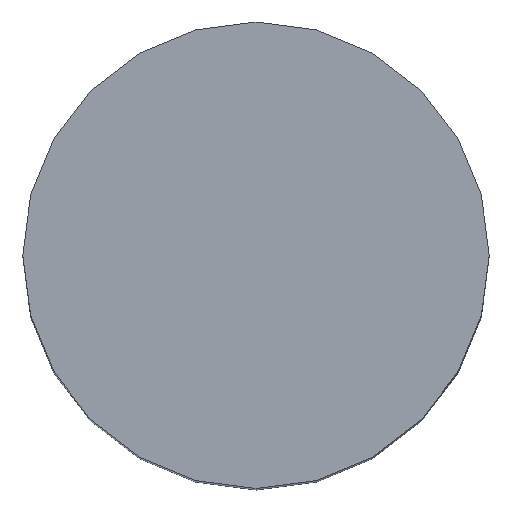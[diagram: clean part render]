
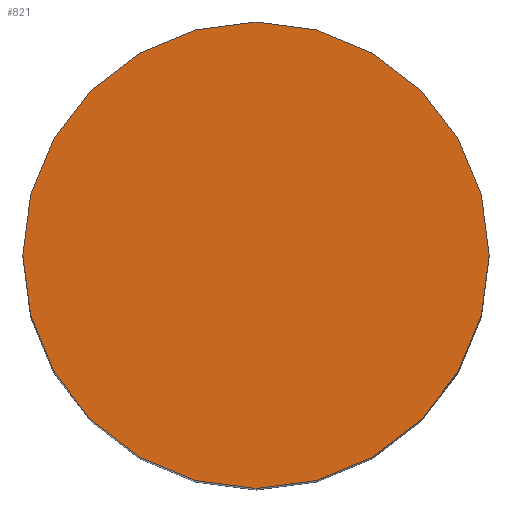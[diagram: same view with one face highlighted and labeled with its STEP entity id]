
A CAD part, top view. The second image highlights one B-rep face of the part: STEP entity #821.
In plain terms, the highlighted planar face has unit normal (0, 0, 1).
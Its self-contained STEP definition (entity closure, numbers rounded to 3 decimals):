
#52 = VERTEX_POINT('',#53);
#53 = CARTESIAN_POINT('',(-1.028,0.,3.81));
#59 = EDGE_CURVE('',#52,#60,#62,.T.);
#60 = VERTEX_POINT('',#61);
#61 = CARTESIAN_POINT('',(-0.993,0.266,3.81));
#62 = LINE('',#63,#64);
#63 = CARTESIAN_POINT('',(-1.028,0.,3.81));
#64 = VECTOR('',#65,1.);
#65 = DIRECTION('',(0.131,0.991,0.));
#90 = EDGE_CURVE('',#60,#91,#93,.T.);
#91 = VERTEX_POINT('',#92);
#92 = CARTESIAN_POINT('',(-0.891,0.514,3.81));
#93 = LINE('',#94,#95);
#94 = CARTESIAN_POINT('',(-0.993,0.266,3.81));
#95 = VECTOR('',#96,1.);
#96 = DIRECTION('',(0.383,0.924,0.));
#121 = EDGE_CURVE('',#91,#122,#124,.T.);
#122 = VERTEX_POINT('',#123);
#123 = CARTESIAN_POINT('',(-0.727,0.727,3.81));
#124 = LINE('',#125,#126);
#125 = CARTESIAN_POINT('',(-0.891,0.514,3.81));
#126 = VECTOR('',#127,1.);
#127 = DIRECTION('',(0.609,0.793,0.));
#152 = EDGE_CURVE('',#122,#153,#155,.T.);
#153 = VERTEX_POINT('',#154);
#154 = CARTESIAN_POINT('',(-0.514,0.891,3.81));
#155 = LINE('',#156,#157);
#156 = CARTESIAN_POINT('',(-0.727,0.727,3.81));
#157 = VECTOR('',#158,1.);
#158 = DIRECTION('',(0.793,0.609,0.));
#183 = EDGE_CURVE('',#153,#184,#186,.T.);
#184 = VERTEX_POINT('',#185);
#185 = CARTESIAN_POINT('',(-0.266,0.993,3.81));
#186 = LINE('',#187,#188);
#187 = CARTESIAN_POINT('',(-0.514,0.891,3.81));
#188 = VECTOR('',#189,1.);
#189 = DIRECTION('',(0.924,0.383,0.));
#214 = EDGE_CURVE('',#184,#215,#217,.T.);
#215 = VERTEX_POINT('',#216);
#216 = CARTESIAN_POINT('',(0.,1.028,3.81));
#217 = LINE('',#218,#219);
#218 = CARTESIAN_POINT('',(-0.266,0.993,3.81));
#219 = VECTOR('',#220,1.);
#220 = DIRECTION('',(0.991,0.131,0.));
#245 = EDGE_CURVE('',#215,#246,#248,.T.);
#246 = VERTEX_POINT('',#247);
#247 = CARTESIAN_POINT('',(0.266,0.993,3.81));
#248 = LINE('',#249,#250);
#249 = CARTESIAN_POINT('',(0.,1.028,3.81));
#250 = VECTOR('',#251,1.);
#251 = DIRECTION('',(0.991,-0.131,0.));
#276 = EDGE_CURVE('',#246,#277,#279,.T.);
#277 = VERTEX_POINT('',#278);
#278 = CARTESIAN_POINT('',(0.514,0.891,3.81));
#279 = LINE('',#280,#281);
#280 = CARTESIAN_POINT('',(0.266,0.993,3.81));
#281 = VECTOR('',#282,1.);
#282 = DIRECTION('',(0.924,-0.383,0.));
#307 = EDGE_CURVE('',#277,#308,#310,.T.);
#308 = VERTEX_POINT('',#309);
#309 = CARTESIAN_POINT('',(0.727,0.727,3.81));
#310 = LINE('',#311,#312);
#311 = CARTESIAN_POINT('',(0.514,0.891,3.81));
#312 = VECTOR('',#313,1.);
#313 = DIRECTION('',(0.793,-0.609,0.));
#338 = EDGE_CURVE('',#308,#339,#341,.T.);
#339 = VERTEX_POINT('',#340);
#340 = CARTESIAN_POINT('',(0.891,0.514,3.81));
#341 = LINE('',#342,#343);
#342 = CARTESIAN_POINT('',(0.727,0.727,3.81));
#343 = VECTOR('',#344,1.);
#344 = DIRECTION('',(0.609,-0.793,0.));
#369 = EDGE_CURVE('',#339,#370,#372,.T.);
#370 = VERTEX_POINT('',#371);
#371 = CARTESIAN_POINT('',(0.993,0.266,3.81));
#372 = LINE('',#373,#374);
#373 = CARTESIAN_POINT('',(0.891,0.514,3.81));
#374 = VECTOR('',#375,1.);
#375 = DIRECTION('',(0.383,-0.924,0.));
#400 = EDGE_CURVE('',#370,#401,#403,.T.);
#401 = VERTEX_POINT('',#402);
#402 = CARTESIAN_POINT('',(1.028,0.,3.81));
#403 = LINE('',#404,#405);
#404 = CARTESIAN_POINT('',(0.993,0.266,3.81));
#405 = VECTOR('',#406,1.);
#406 = DIRECTION('',(0.131,-0.991,0.));
#431 = EDGE_CURVE('',#401,#432,#434,.T.);
#432 = VERTEX_POINT('',#433);
#433 = CARTESIAN_POINT('',(0.993,-0.266,3.81));
#434 = LINE('',#435,#436);
#435 = CARTESIAN_POINT('',(1.028,0.,3.81));
#436 = VECTOR('',#437,1.);
#437 = DIRECTION('',(-0.131,-0.991,0.));
#462 = EDGE_CURVE('',#432,#463,#465,.T.);
#463 = VERTEX_POINT('',#464);
#464 = CARTESIAN_POINT('',(0.891,-0.514,3.81));
#465 = LINE('',#466,#467);
#466 = CARTESIAN_POINT('',(0.993,-0.266,3.81));
#467 = VECTOR('',#468,1.);
#468 = DIRECTION('',(-0.383,-0.924,0.));
#493 = EDGE_CURVE('',#463,#494,#496,.T.);
#494 = VERTEX_POINT('',#495);
#495 = CARTESIAN_POINT('',(0.727,-0.727,3.81));
#496 = LINE('',#497,#498);
#497 = CARTESIAN_POINT('',(0.891,-0.514,3.81));
#498 = VECTOR('',#499,1.);
#499 = DIRECTION('',(-0.609,-0.793,0.));
#524 = EDGE_CURVE('',#494,#525,#527,.T.);
#525 = VERTEX_POINT('',#526);
#526 = CARTESIAN_POINT('',(0.514,-0.891,3.81));
#527 = LINE('',#528,#529);
#528 = CARTESIAN_POINT('',(0.727,-0.727,3.81));
#529 = VECTOR('',#530,1.);
#530 = DIRECTION('',(-0.793,-0.609,0.));
#555 = EDGE_CURVE('',#525,#556,#558,.T.);
#556 = VERTEX_POINT('',#557);
#557 = CARTESIAN_POINT('',(0.266,-0.993,3.81));
#558 = LINE('',#559,#560);
#559 = CARTESIAN_POINT('',(0.514,-0.891,3.81));
#560 = VECTOR('',#561,1.);
#561 = DIRECTION('',(-0.924,-0.383,0.));
#586 = EDGE_CURVE('',#556,#587,#589,.T.);
#587 = VERTEX_POINT('',#588);
#588 = CARTESIAN_POINT('',(0.,-1.028,3.81));
#589 = LINE('',#590,#591);
#590 = CARTESIAN_POINT('',(0.266,-0.993,3.81));
#591 = VECTOR('',#592,1.);
#592 = DIRECTION('',(-0.991,-0.131,0.));
#617 = EDGE_CURVE('',#587,#618,#620,.T.);
#618 = VERTEX_POINT('',#619);
#619 = CARTESIAN_POINT('',(-0.266,-0.993,3.81));
#620 = LINE('',#621,#622);
#621 = CARTESIAN_POINT('',(0.,-1.028,3.81));
#622 = VECTOR('',#623,1.);
#623 = DIRECTION('',(-0.991,0.131,0.));
#648 = EDGE_CURVE('',#618,#649,#651,.T.);
#649 = VERTEX_POINT('',#650);
#650 = CARTESIAN_POINT('',(-0.514,-0.891,3.81));
#651 = LINE('',#652,#653);
#652 = CARTESIAN_POINT('',(-0.266,-0.993,3.81));
#653 = VECTOR('',#654,1.);
#654 = DIRECTION('',(-0.924,0.383,0.));
#679 = EDGE_CURVE('',#649,#680,#682,.T.);
#680 = VERTEX_POINT('',#681);
#681 = CARTESIAN_POINT('',(-0.727,-0.727,3.81));
#682 = LINE('',#683,#684);
#683 = CARTESIAN_POINT('',(-0.514,-0.891,3.81));
#684 = VECTOR('',#685,1.);
#685 = DIRECTION('',(-0.793,0.609,0.));
#710 = EDGE_CURVE('',#680,#711,#713,.T.);
#711 = VERTEX_POINT('',#712);
#712 = CARTESIAN_POINT('',(-0.891,-0.514,3.81));
#713 = LINE('',#714,#715);
#714 = CARTESIAN_POINT('',(-0.727,-0.727,3.81));
#715 = VECTOR('',#716,1.);
#716 = DIRECTION('',(-0.609,0.793,0.));
#741 = EDGE_CURVE('',#711,#742,#744,.T.);
#742 = VERTEX_POINT('',#743);
#743 = CARTESIAN_POINT('',(-0.993,-0.266,3.81));
#744 = LINE('',#745,#746);
#745 = CARTESIAN_POINT('',(-0.891,-0.514,3.81));
#746 = VECTOR('',#747,1.);
#747 = DIRECTION('',(-0.383,0.924,0.));
#772 = EDGE_CURVE('',#742,#52,#773,.T.);
#773 = LINE('',#774,#775);
#774 = CARTESIAN_POINT('',(-0.993,-0.266,3.81));
#775 = VECTOR('',#776,1.);
#776 = DIRECTION('',(-0.131,0.991,0.));
#821 = ADVANCED_FACE('',(#822),#848,.F.);
#822 = FACE_BOUND('',#823,.F.);
#823 = EDGE_LOOP('',(#824,#825,#826,#827,#828,#829,#830,#831,#832,#833,
    #834,#835,#836,#837,#838,#839,#840,#841,#842,#843,#844,#845,#846,
    #847));
#824 = ORIENTED_EDGE('',*,*,#59,.T.);
#825 = ORIENTED_EDGE('',*,*,#90,.T.);
#826 = ORIENTED_EDGE('',*,*,#121,.T.);
#827 = ORIENTED_EDGE('',*,*,#152,.T.);
#828 = ORIENTED_EDGE('',*,*,#183,.T.);
#829 = ORIENTED_EDGE('',*,*,#214,.T.);
#830 = ORIENTED_EDGE('',*,*,#245,.T.);
#831 = ORIENTED_EDGE('',*,*,#276,.T.);
#832 = ORIENTED_EDGE('',*,*,#307,.T.);
#833 = ORIENTED_EDGE('',*,*,#338,.T.);
#834 = ORIENTED_EDGE('',*,*,#369,.T.);
#835 = ORIENTED_EDGE('',*,*,#400,.T.);
#836 = ORIENTED_EDGE('',*,*,#431,.T.);
#837 = ORIENTED_EDGE('',*,*,#462,.T.);
#838 = ORIENTED_EDGE('',*,*,#493,.T.);
#839 = ORIENTED_EDGE('',*,*,#524,.T.);
#840 = ORIENTED_EDGE('',*,*,#555,.T.);
#841 = ORIENTED_EDGE('',*,*,#586,.T.);
#842 = ORIENTED_EDGE('',*,*,#617,.T.);
#843 = ORIENTED_EDGE('',*,*,#648,.T.);
#844 = ORIENTED_EDGE('',*,*,#679,.T.);
#845 = ORIENTED_EDGE('',*,*,#710,.T.);
#846 = ORIENTED_EDGE('',*,*,#741,.T.);
#847 = ORIENTED_EDGE('',*,*,#772,.T.);
#848 = PLANE('',#849);
#849 = AXIS2_PLACEMENT_3D('',#850,#851,#852);
#850 = CARTESIAN_POINT('',(0.,0.,3.81));
#851 = DIRECTION('',(-0.,-0.,-1.));
#852 = DIRECTION('',(-1.,0.,0.));
